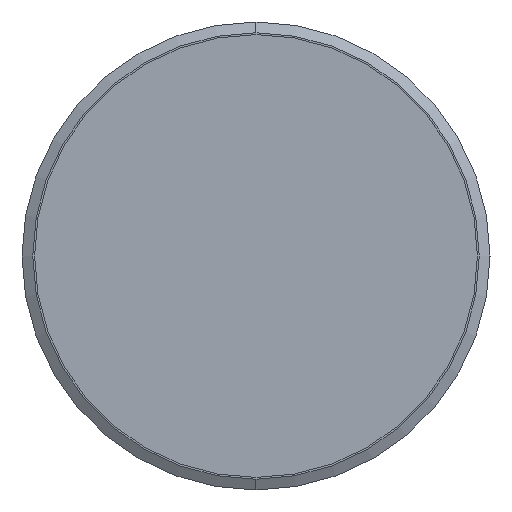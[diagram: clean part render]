
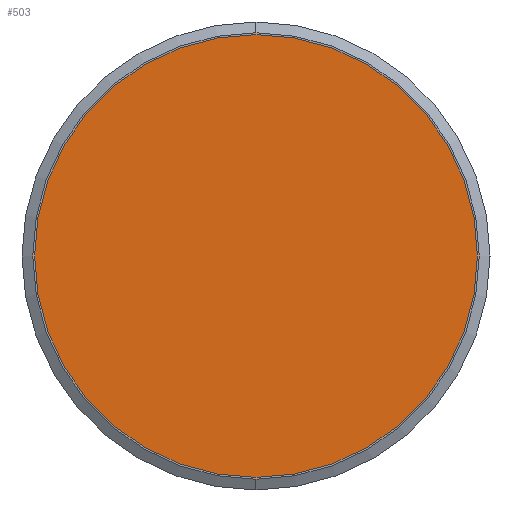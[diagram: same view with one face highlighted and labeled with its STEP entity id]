
A CAD part, left-side view. The second image highlights one B-rep face of the part: STEP entity #503.
In plain terms, the highlighted face is planar.
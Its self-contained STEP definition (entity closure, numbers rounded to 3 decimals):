
#376=CARTESIAN_POINT('',(0.,0.,0.));
#377=DIRECTION('',(0.,0.,1.));
#378=DIRECTION('',(0.,-1.,0.));
#379=AXIS2_PLACEMENT_3D('',#376,#377,#378);
#389=CARTESIAN_POINT('',(0.,0.,0.));
#390=DIRECTION('',(0.,0.,-1.));
#391=DIRECTION('',(0.,-1.,0.));
#392=AXIS2_PLACEMENT_3D('',#389,#390,#391);
#408=CARTESIAN_POINT('',(0.,-3.075,0.));
#409=CARTESIAN_POINT('',(0.,3.075,0.));
#410=VERTEX_POINT('',#408);
#411=VERTEX_POINT('',#409);
#494=CARTESIAN_POINT('',(0.,0.,0.));
#495=DIRECTION('',(0.,0.,-1.));
#496=DIRECTION('',(0.,-1.,0.));
#497=AXIS2_PLACEMENT_3D('',#494,#495,#496);
#498=PLANE('',#497);
#499=ORIENTED_EDGE('',*,*,#476,.F.);
#500=ORIENTED_EDGE('',*,*,#489,.T.);
#501=EDGE_LOOP('',(#499,#500));
#502=FACE_OUTER_BOUND('',#501,.F.);
#503=ADVANCED_FACE('',(#502),#498,.F.);
#380=CIRCLE('',#379,3.075);
#393=CIRCLE('',#392,3.075);
#476=EDGE_CURVE('',#410,#411,#380,.T.);
#489=EDGE_CURVE('',#410,#411,#393,.T.);
